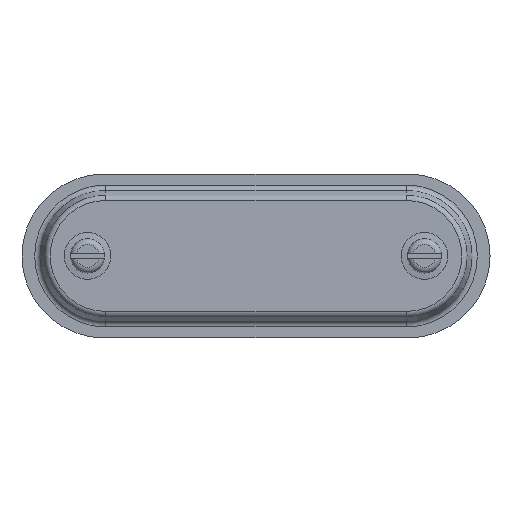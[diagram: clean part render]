
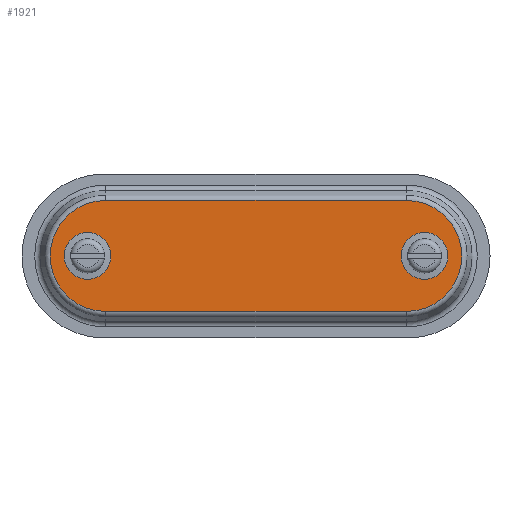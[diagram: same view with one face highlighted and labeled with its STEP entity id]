
A CAD part, top view. The second image highlights one B-rep face of the part: STEP entity #1921.
In plain terms, the highlighted planar face has unit normal (0, 0, 1).
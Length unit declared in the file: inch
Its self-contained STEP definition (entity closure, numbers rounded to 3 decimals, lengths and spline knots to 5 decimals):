
#189=FACE_BOUND('',#342,.T.);
#190=FACE_BOUND('',#343,.T.);
#216=FACE_OUTER_BOUND('',#341,.T.);
#341=EDGE_LOOP('',(#1309,#1310,#1311,#1312));
#342=EDGE_LOOP('',(#1313));
#343=EDGE_LOOP('',(#1314));
#493=CIRCLE('',#2140,0.59272);
#494=CIRCLE('',#2141,0.59272);
#495=CIRCLE('',#2142,0.10938);
#496=CIRCLE('',#2143,0.10938);
#585=LINE('',#2902,#715);
#586=LINE('',#2906,#716);
#715=VECTOR('',#2353,3.2125);
#716=VECTOR('',#2356,3.2125);
#845=VERTEX_POINT('',#2900);
#846=VERTEX_POINT('',#2901);
#847=VERTEX_POINT('',#2903);
#848=VERTEX_POINT('',#2905);
#849=VERTEX_POINT('',#2908);
#850=VERTEX_POINT('',#2910);
#1027=EDGE_CURVE('',#845,#846,#585,.T.);
#1028=EDGE_CURVE('',#846,#847,#493,.T.);
#1029=EDGE_CURVE('',#847,#848,#586,.T.);
#1030=EDGE_CURVE('',#848,#845,#494,.T.);
#1031=EDGE_CURVE('',#849,#849,#495,.T.);
#1032=EDGE_CURVE('',#850,#850,#496,.T.);
#1309=ORIENTED_EDGE('',*,*,#1027,.T.);
#1310=ORIENTED_EDGE('',*,*,#1028,.T.);
#1311=ORIENTED_EDGE('',*,*,#1029,.T.);
#1312=ORIENTED_EDGE('',*,*,#1030,.T.);
#1313=ORIENTED_EDGE('',*,*,#1031,.T.);
#1314=ORIENTED_EDGE('',*,*,#1032,.T.);
#1873=PLANE('',#2139);
#1921=ADVANCED_FACE('',(#216,#189,#190),#1873,.T.);
#2139=AXIS2_PLACEMENT_3D('',#2899,#2351,#2352);
#2140=AXIS2_PLACEMENT_3D('',#2904,#2354,#2355);
#2141=AXIS2_PLACEMENT_3D('',#2907,#2357,#2358);
#2142=AXIS2_PLACEMENT_3D('',#2909,#2359,#2360);
#2143=AXIS2_PLACEMENT_3D('',#2911,#2361,#2362);
#2351=DIRECTION('center_axis',(0.,0.,1.));
#2352=DIRECTION('ref_axis',(1.,0.,0.));
#2353=DIRECTION('',(1.,0.,0.));
#2354=DIRECTION('center_axis',(0.,0.,1.));
#2355=DIRECTION('ref_axis',(1.,0.,0.));
#2356=DIRECTION('',(-1.,0.,0.));
#2357=DIRECTION('center_axis',(0.,0.,1.));
#2358=DIRECTION('ref_axis',(1.,0.,0.));
#2359=DIRECTION('center_axis',(0.,0.,-1.));
#2360=DIRECTION('ref_axis',(-1.,0.,0.));
#2361=DIRECTION('center_axis',(0.,0.,-1.));
#2362=DIRECTION('ref_axis',(-1.,0.,0.));
#2899=CARTESIAN_POINT('Origin',(-2.,0.,0.2625));
#2900=CARTESIAN_POINT('',(-1.98125,-0.59272,0.2625));
#2901=CARTESIAN_POINT('',(1.23125,-0.59272,0.2625));
#2902=CARTESIAN_POINT('',(-1.98125,-0.59272,0.2625));
#2903=CARTESIAN_POINT('',(1.23125,0.59272,0.2625));
#2904=CARTESIAN_POINT('Origin',(1.23125,0.,0.2625));
#2905=CARTESIAN_POINT('',(-1.98125,0.59272,0.2625));
#2906=CARTESIAN_POINT('',(1.23125,0.59272,0.2625));
#2907=CARTESIAN_POINT('Origin',(-1.98125,0.,0.2625));
#2908=CARTESIAN_POINT('',(-2.28438,0.,0.2625));
#2909=CARTESIAN_POINT('Origin',(-2.175,0.,0.2625));
#2910=CARTESIAN_POINT('',(1.31563,0.,0.2625));
#2911=CARTESIAN_POINT('Origin',(1.425,0.,0.2625));
